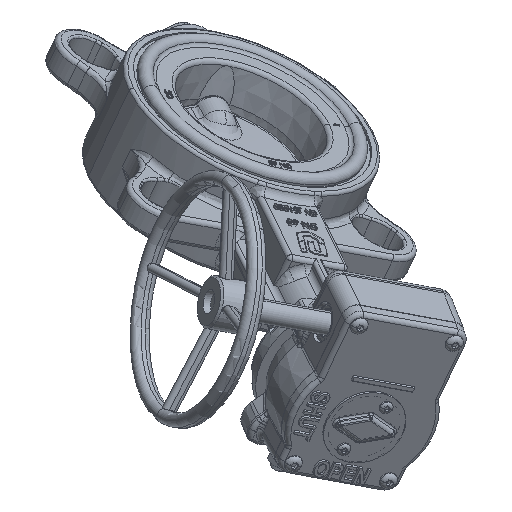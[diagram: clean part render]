
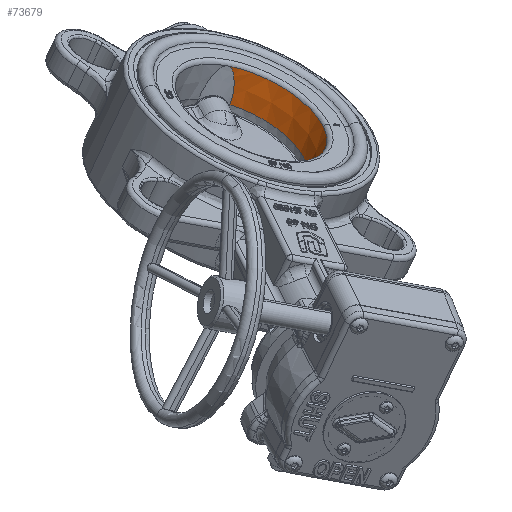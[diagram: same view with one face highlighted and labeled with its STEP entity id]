
A CAD part, top view. The second image highlights one B-rep face of the part: STEP entity #73679.
In plain terms, the highlighted conical face has half-angle 7.019 degrees and reference radius 33.5 mm.
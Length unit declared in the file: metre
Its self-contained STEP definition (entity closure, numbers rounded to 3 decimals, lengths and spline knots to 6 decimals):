
#490 = CARTESIAN_POINT ( 'NONE',  ( -0.020348, 0.033272, -0.002822 ) ) ;
#943 = EDGE_CURVE ( 'NONE', #106575, #73895, #31316, .T. ) ;
#1123 = CARTESIAN_POINT ( 'NONE',  ( -0.017646, 0.032604, -0.00546 ) ) ;
#1401 = CONICAL_SURFACE ( 'NONE', #77227, 0.0335, 0.123 ) ;
#1784 = CARTESIAN_POINT ( 'NONE',  ( -0.01832, 0.032768, -0.004959 ) ) ;
#4203 = CARTESIAN_POINT ( 'NONE',  ( -0.005795, -0.030755, -0.007249 ) ) ;
#4613 = DIRECTION ( 'NONE',  ( 0., 0., 1. ) ) ;
#5872 = CARTESIAN_POINT ( 'NONE',  ( -0.021244, 0., 0. ) ) ;
#5901 = VERTEX_POINT ( 'NONE', #120520 ) ;
#6917 = DIRECTION ( 'NONE',  ( 0., 0., 1. ) ) ;
#8084 = CARTESIAN_POINT ( 'NONE',  ( -0.005, 0.030072, -0.009375 ) ) ;
#8187 = FACE_OUTER_BOUND ( 'NONE', #38398, .T. ) ;
#8240 = AXIS2_PLACEMENT_3D ( 'NONE', #11748, #32930, #88904 ) ;
#8688 = B_SPLINE_CURVE_WITH_KNOTS ( 'NONE', 3,
 ( #98221, #11426, #78900, #60910, #90483, #100137, #50621, #41614, #120096, #19790, #89849, #58982, #1123, #1784, #40980, #80195, #49337, #88576, #490, #39702, #69252, #108538, #98866, #20441, #59630, #10781 ),
 .UNSPECIFIED., .F., .F.,
 ( 4, 2, 2, 2, 2, 2, 2, 2, 2, 2, 2, 2, 4 ),
 ( 0., 0.00254, 0.005081, 0.007621, 0.010162, 0.012702, 0.013973, 0.015243, 0.016513, 0.017783, 0.019054, 0.019689, 0.020324 ),
 .UNSPECIFIED. ) ;
#10781 = CARTESIAN_POINT ( 'NONE',  ( -0.021244, 0.0335, 0. ) ) ;
#11426 = CARTESIAN_POINT ( 'NONE',  ( -0.00585, 0.030192, -0.009343 ) ) ;
#11748 = CARTESIAN_POINT ( 'NONE',  ( -0.021244, 0., 0. ) ) ;
#12599 = CARTESIAN_POINT ( 'NONE',  ( -0.011225, -0.031604, -0.006508 ) ) ;
#13404 = AXIS2_PLACEMENT_3D ( 'NONE', #87735, #125736, #85835 ) ;
#14483 = CARTESIAN_POINT ( 'NONE',  ( -0.005, -0.030653, -0.007256 ) ) ;
#19790 = CARTESIAN_POINT ( 'NONE',  ( -0.015485, 0.032091, -0.006749 ) ) ;
#20441 = CARTESIAN_POINT ( 'NONE',  ( -0.021228, 0.033496, -0.000434 ) ) ;
#22863 = CARTESIAN_POINT ( 'NONE',  ( -0.02113, -0.033477, -0.000797 ) ) ;
#23250 = CARTESIAN_POINT ( 'NONE',  ( -0.021244, 0.0335, 0. ) ) ;
#23483 = CARTESIAN_POINT ( 'NONE',  ( -0.021244, -0.0335, -0.000203 ) ) ;
#24121 = CARTESIAN_POINT ( 'NONE',  ( -0.017163, -0.032695, -0.004471 ) ) ;
#30062 = VERTEX_POINT ( 'NONE', #8084 ) ;
#31316 = CIRCLE ( 'NONE', #66130, 0.0335 ) ;
#31625 = CARTESIAN_POINT ( 'NONE',  ( -0.021244, -0.0335, 0. ) ) ;
#31879 = CARTESIAN_POINT ( 'NONE',  ( -0.020803, -0.033412, -0.00152 ) ) ;
#32516 = CARTESIAN_POINT ( 'NONE',  ( -0.017862, -0.03283, -0.004108 ) ) ;
#32930 = DIRECTION ( 'NONE',  ( -1., 0., 0. ) ) ;
#33145 = CARTESIAN_POINT ( 'NONE',  ( -0.008145, -0.031098, -0.00705 ) ) ;
#33758 = CARTESIAN_POINT ( 'NONE',  ( -0.006583, -0.030866, -0.007203 ) ) ;
#38398 = EDGE_LOOP ( 'NONE', ( #96197, #96523, #50169, #117509, #65572 ) ) ;
#39702 = CARTESIAN_POINT ( 'NONE',  ( -0.020768, 0.033379, -0.002082 ) ) ;
#40980 = CARTESIAN_POINT ( 'NONE',  ( -0.018645, 0.032848, -0.004693 ) ) ;
#41614 = CARTESIAN_POINT ( 'NONE',  ( -0.013174, 0.031571, -0.007747 ) ) ;
#45711 = VERTEX_POINT ( 'NONE', #23250 ) ;
#49337 = CARTESIAN_POINT ( 'NONE',  ( -0.019556, 0.033074, -0.003824 ) ) ;
#50169 = ORIENTED_EDGE ( 'NONE', *, *, #103020, .T. ) ;
#50621 = CARTESIAN_POINT ( 'NONE',  ( -0.011589, 0.031235, -0.008277 ) ) ;
#53676 = CARTESIAN_POINT ( 'NONE',  ( -0.018852, -0.033024, -0.003471 ) ) ;
#58982 = CARTESIAN_POINT ( 'NONE',  ( -0.017296, 0.03252, -0.005696 ) ) ;
#59630 = CARTESIAN_POINT ( 'NONE',  ( -0.021244, 0.0335, -0.000217 ) ) ;
#60799 = CARTESIAN_POINT ( 'NONE',  ( -0.019785, -0.033209, -0.002739 ) ) ;
#60910 = CARTESIAN_POINT ( 'NONE',  ( -0.008347, 0.030607, -0.009036 ) ) ;
#61424 = CARTESIAN_POINT ( 'NONE',  ( -0.014992, -0.032283, -0.005402 ) ) ;
#62674 = CARTESIAN_POINT ( 'NONE',  ( -0.015727, -0.032421, -0.00512 ) ) ;
#65572 = ORIENTED_EDGE ( 'NONE', *, *, #82642, .F. ) ;
#66130 = AXIS2_PLACEMENT_3D ( 'NONE', #5872, #122285, #4613 ) ;
#66709 = EDGE_CURVE ( 'NONE', #30062, #45711, #8688, .T. ) ;
#69252 = CARTESIAN_POINT ( 'NONE',  ( -0.020942, 0.033423, -0.001684 ) ) ;
#71045 = CARTESIAN_POINT ( 'NONE',  ( -0.021244, -0.0335, 0. ) ) ;
#71691 = CARTESIAN_POINT ( 'NONE',  ( -0.021063, -0.033464, -0.000987 ) ) ;
#72941 = CARTESIAN_POINT ( 'NONE',  ( -0.020585, -0.033368, -0.001852 ) ) ;
#73679 = ADVANCED_FACE ( 'NONE', ( #8187 ), #1401, .F. ) ;
#73895 = VERTEX_POINT ( 'NONE', #31625 ) ;
#76909 = CARTESIAN_POINT ( 'NONE',  ( -0.021244, 0., 0. ) ) ;
#77227 = AXIS2_PLACEMENT_3D ( 'NONE', #76909, #125875, #6917 ) ;
#78900 = CARTESIAN_POINT ( 'NONE',  ( -0.006689, 0.030324, -0.009266 ) ) ;
#78988 = CIRCLE ( 'NONE', #13404, 0.0315 ) ;
#80195 = CARTESIAN_POINT ( 'NONE',  ( -0.019263, 0.033, -0.004126 ) ) ;
#81564 = B_SPLINE_CURVE_WITH_KNOTS ( 'NONE', 3,
 ( #14483, #4203, #33758, #33145, #102573, #91638, #12599, #110970, #101307, #61424, #62674, #24121, #32516, #53676, #119998, #60799, #92908, #100027, #72941, #31879, #100662, #71691, #22863, #112222, #23483, #71045 ),
 .UNSPECIFIED., .F., .F.,
 ( 4, 2, 2, 2, 2, 2, 2, 2, 2, 2, 2, 2, 4 ),
 ( 0., 0.002376, 0.004751, 0.007127, 0.009502, 0.011878, 0.014253, 0.015441, 0.016629, 0.017223, 0.017817, 0.018411, 0.019004 ),
 .UNSPECIFIED. ) ;
#82642 = EDGE_CURVE ( 'NONE', #5901, #73895, #81564, .T. ) ;
#85835 = DIRECTION ( 'NONE',  ( 0., 0., 1. ) ) ;
#86163 = CARTESIAN_POINT ( 'NONE',  ( -0.021244, 0., -0.0335 ) ) ;
#87735 = CARTESIAN_POINT ( 'NONE',  ( -0.005, 0., 0. ) ) ;
#88576 = CARTESIAN_POINT ( 'NONE',  ( -0.020102, 0.03321, -0.003169 ) ) ;
#88904 = DIRECTION ( 'NONE',  ( 0., 0., 1. ) ) ;
#89849 = CARTESIAN_POINT ( 'NONE',  ( -0.016226, 0.032264, -0.006361 ) ) ;
#90483 = CARTESIAN_POINT ( 'NONE',  ( -0.009166, 0.030757, -0.008882 ) ) ;
#91638 = CARTESIAN_POINT ( 'NONE',  ( -0.01046, -0.031473, -0.006671 ) ) ;
#92018 = EDGE_CURVE ( 'NONE', #30062, #5901, #78988, .T. ) ;
#92908 = CARTESIAN_POINT ( 'NONE',  ( -0.020075, -0.033266, -0.002466 ) ) ;
#96197 = ORIENTED_EDGE ( 'NONE', *, *, #92018, .F. ) ;
#96523 = ORIENTED_EDGE ( 'NONE', *, *, #66709, .T. ) ;
#98221 = CARTESIAN_POINT ( 'NONE',  ( -0.005, 0.030072, -0.009375 ) ) ;
#98866 = CARTESIAN_POINT ( 'NONE',  ( -0.021166, 0.03348, -0.00086 ) ) ;
#100027 = CARTESIAN_POINT ( 'NONE',  ( -0.020463, -0.033343, -0.002012 ) ) ;
#100137 = CARTESIAN_POINT ( 'NONE',  ( -0.010787, 0.031071, -0.008503 ) ) ;
#100662 = CARTESIAN_POINT ( 'NONE',  ( -0.0209, -0.033431, -0.001348 ) ) ;
#101307 = CARTESIAN_POINT ( 'NONE',  ( -0.0135, -0.032007, -0.005905 ) ) ;
#102573 = CARTESIAN_POINT ( 'NONE',  ( -0.00892, -0.031221, -0.006942 ) ) ;
#103020 = EDGE_CURVE ( 'NONE', #45711, #106575, #108881, .T. ) ;
#106575 = VERTEX_POINT ( 'NONE', #86163 ) ;
#108538 = CARTESIAN_POINT ( 'NONE',  ( -0.02112, 0.033468, -0.001069 ) ) ;
#108881 = CIRCLE ( 'NONE', #8240, 0.0335 ) ;
#110970 = CARTESIAN_POINT ( 'NONE',  ( -0.012744, -0.031871, -0.006125 ) ) ;
#112222 = CARTESIAN_POINT ( 'NONE',  ( -0.021221, -0.033495, -0.000403 ) ) ;
#117509 = ORIENTED_EDGE ( 'NONE', *, *, #943, .T. ) ;
#119998 = CARTESIAN_POINT ( 'NONE',  ( -0.019172, -0.033087, -0.003243 ) ) ;
#120096 = CARTESIAN_POINT ( 'NONE',  ( -0.01396, 0.031745, -0.007441 ) ) ;
#120520 = CARTESIAN_POINT ( 'NONE',  ( -0.005, -0.030653, -0.007256 ) ) ;
#122285 = DIRECTION ( 'NONE',  ( -1., 0., 0. ) ) ;
#125736 = DIRECTION ( 'NONE',  ( -1., 0., 0. ) ) ;
#125875 = DIRECTION ( 'NONE',  ( -1., 0., 0. ) ) ;
